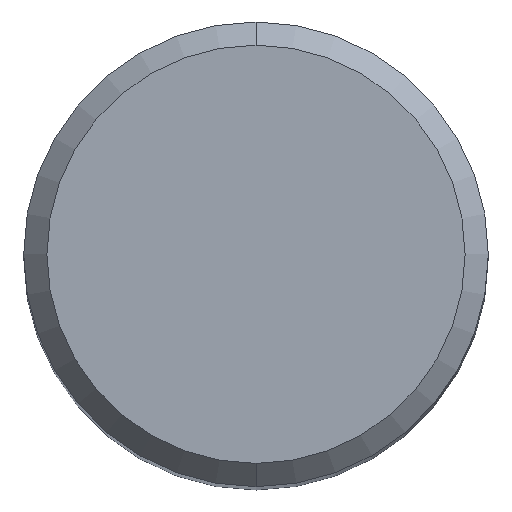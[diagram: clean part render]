
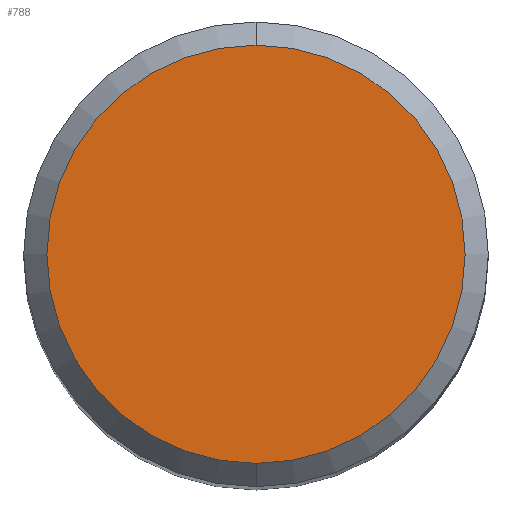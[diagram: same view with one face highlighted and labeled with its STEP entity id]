
A CAD part, top view. The second image highlights one B-rep face of the part: STEP entity #788.
In plain terms, the highlighted planar face has unit normal (0, 0, 1).
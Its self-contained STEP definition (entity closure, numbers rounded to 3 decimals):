
#466=EDGE_CURVE('',#506,#794,#1048,.T.);
#506=VERTEX_POINT('',#1093);
#780=EDGE_CURVE('',#794,#506,#1390,.T.);
#788=ADVANCED_FACE('',(#1398),#1399,.T.);
#794=VERTEX_POINT('',#1406);
#1048=CIRCLE('',#2899,7.2);
#1093=CARTESIAN_POINT('',(0.,-7.2,0.0));
#1390=CIRCLE('',#5543,7.2);
#1398=FACE_OUTER_BOUND('',#5579,.T.);
#1399=PLANE('',#5580);
#1406=CARTESIAN_POINT('',(0.0,7.2,0.0));
#2899=AXIS2_PLACEMENT_3D('',#6708,#6709,#6710);
#5543=AXIS2_PLACEMENT_3D('',#7066,#7067,#7068);
#5579=EDGE_LOOP('',(#7073,#7074));
#5580=AXIS2_PLACEMENT_3D('',#7075,#7076,#7077);
#6708=CARTESIAN_POINT('',(0.0,0.0,0.0));
#6709=DIRECTION('',(0.0,0.0,-1.0));
#6710=DIRECTION('',(0.0,1.0,0.0));
#7066=CARTESIAN_POINT('',(0.0,0.0,0.0));
#7067=DIRECTION('',(0.0,0.0,-1.0));
#7068=DIRECTION('',(0.0,1.0,0.0));
#7073=ORIENTED_EDGE('',*,*,#780,.F.);
#7074=ORIENTED_EDGE('',*,*,#466,.F.);
#7075=CARTESIAN_POINT('',(0.0,3.6,0.0));
#7076=DIRECTION('',(-0.0,0.0,1.0));
#7077=DIRECTION('',(0.0,-1.0,0.0));
